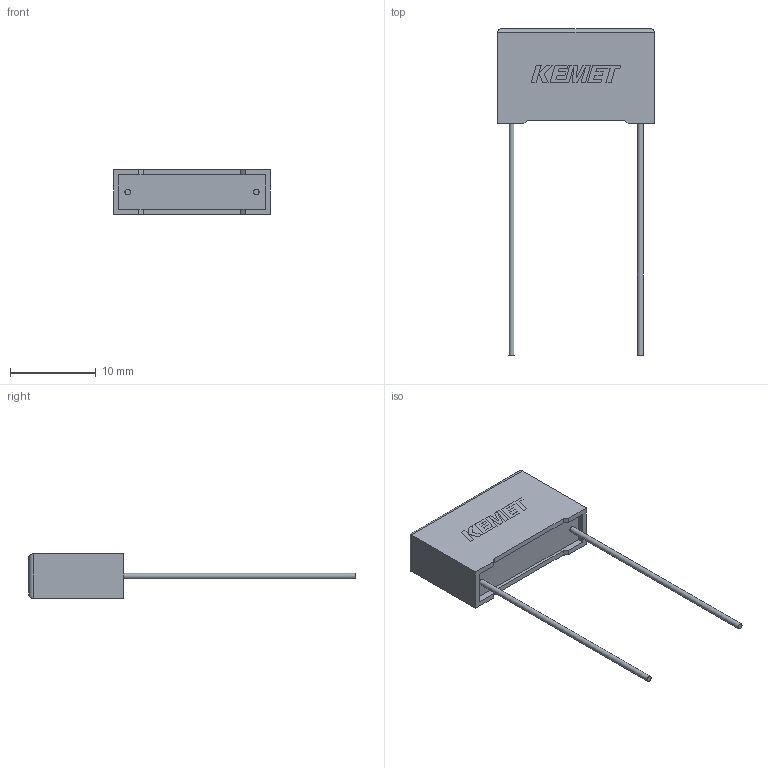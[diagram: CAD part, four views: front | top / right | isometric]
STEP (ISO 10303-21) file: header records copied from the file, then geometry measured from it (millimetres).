
FILE_DESCRIPTION(/* description */ (''),/* implementation_level */ '2;1');
FILE_NAME(/* name */ 'R463I310050M1K v2.step',/* time_stamp */ '2017-11-25T06:47:23-08:00',/* author */ (''),/* organization */ (''),/* preprocessor_version */ 'ST-DEVELOPER v16.13',/* originating_system */ 'Autodesk Translation Framework v6.5.0.72',/* authorisation */ '');
FILE_SCHEMA (('AUTOMOTIVE_DESIGN { 1 0 10303 214 3 1 1 }'));
Length unit declared in the file: millimetre
Products named in the file (1): R463I310050M1K
Bounding box: 18.3 x 38.1 x 5.21 mm (x, y, z)
Volume: 1015.7 mm3; surface area: 854 mm2
Topology: 4 solids, 4 shells, 83 faces, 219 edges, 146 vertices
Faces by surface type: plane 77, cylinder 6
Full cylindrical faces by diameter (mm): 0.65 x2
Entity records: 2602 total; most frequent: CARTESIAN_POINT 449, ORIENTED_EDGE 438, DIRECTION 399, EDGE_CURVE 219, LINE 207, VECTOR 207, VERTEX_POINT 146, AXIS2_PLACEMENT_3D 96
